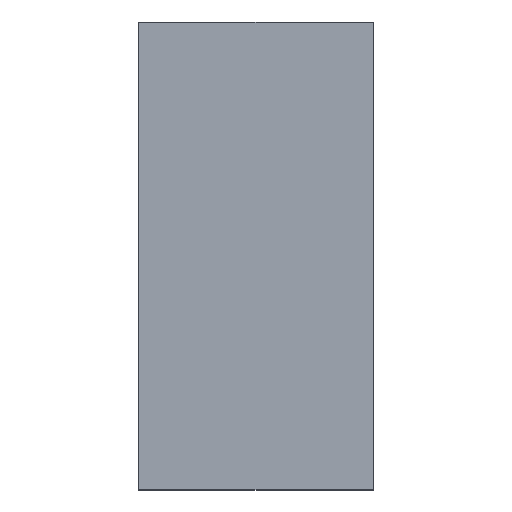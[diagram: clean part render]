
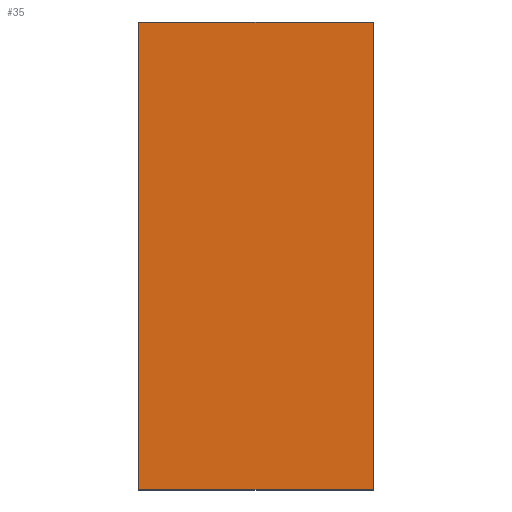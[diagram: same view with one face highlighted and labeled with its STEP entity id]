
A CAD part, top view. The second image highlights one B-rep face of the part: STEP entity #35.
In plain terms, the highlighted planar face has unit normal (0, 0, 1).
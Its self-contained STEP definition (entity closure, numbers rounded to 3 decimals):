
#19 = VECTOR ( 'NONE', #109, 1000. ) ;
#28 = EDGE_CURVE ( 'NONE', #289, #210, #331, .T. ) ;
#35 = ADVANCED_FACE ( 'NONE', ( #274 ), #49, .T. ) ;
#40 = EDGE_CURVE ( 'NONE', #69, #323, #329, .T. ) ;
#47 = DIRECTION ( 'NONE',  ( 1., 0., 0. ) ) ;
#49 = PLANE ( 'NONE',  #297 ) ;
#57 = CARTESIAN_POINT ( 'NONE',  ( 0., -3.175, 0.665 ) ) ;
#69 = VERTEX_POINT ( 'NONE', #78 ) ;
#78 = CARTESIAN_POINT ( 'NONE',  ( 1.59, 3.175, 0.665 ) ) ;
#79 = DIRECTION ( 'NONE',  ( 0., 0., 1. ) ) ;
#86 = DIRECTION ( 'NONE',  ( -1., 0., 0. ) ) ;
#108 = EDGE_CURVE ( 'NONE', #210, #69, #216, .T. ) ;
#109 = DIRECTION ( 'NONE',  ( 0., 1., 0. ) ) ;
#120 = CARTESIAN_POINT ( 'NONE',  ( -1.59, 3.175, 0.665 ) ) ;
#134 = ORIENTED_EDGE ( 'NONE', *, *, #40, .F. ) ;
#136 = CARTESIAN_POINT ( 'NONE',  ( -1.59, 0., 0.665 ) ) ;
#138 = VECTOR ( 'NONE', #47, 1000. ) ;
#148 = CARTESIAN_POINT ( 'NONE',  ( -1.59, -3.175, 0.665 ) ) ;
#158 = ORIENTED_EDGE ( 'NONE', *, *, #245, .F. ) ;
#171 = LINE ( 'NONE', #57, #278 ) ;
#190 = CARTESIAN_POINT ( 'NONE',  ( 0., 3.175, 0.665 ) ) ;
#193 = CARTESIAN_POINT ( 'NONE',  ( 1.59, 0., 0.665 ) ) ;
#206 = ORIENTED_EDGE ( 'NONE', *, *, #28, .F. ) ;
#210 = VERTEX_POINT ( 'NONE', #120 ) ;
#216 = LINE ( 'NONE', #190, #138 ) ;
#245 = EDGE_CURVE ( 'NONE', #323, #289, #171, .T. ) ;
#246 = CARTESIAN_POINT ( 'NONE',  ( 0., 0., 0.665 ) ) ;
#265 = CARTESIAN_POINT ( 'NONE',  ( 1.59, -3.175, 0.665 ) ) ;
#269 = EDGE_LOOP ( 'NONE', ( #158, #134, #346, #206 ) ) ;
#274 = FACE_OUTER_BOUND ( 'NONE', #269, .T. ) ;
#277 = DIRECTION ( 'NONE',  ( 1., 0., 0. ) ) ;
#278 = VECTOR ( 'NONE', #86, 1000. ) ;
#289 = VERTEX_POINT ( 'NONE', #148 ) ;
#297 = AXIS2_PLACEMENT_3D ( 'NONE', #246, #79, #277 ) ;
#323 = VERTEX_POINT ( 'NONE', #265 ) ;
#329 = LINE ( 'NONE', #193, #335 ) ;
#331 = LINE ( 'NONE', #136, #19 ) ;
#335 = VECTOR ( 'NONE', #358, 1000. ) ;
#346 = ORIENTED_EDGE ( 'NONE', *, *, #108, .F. ) ;
#358 = DIRECTION ( 'NONE',  ( 0., -1., 0. ) ) ;
